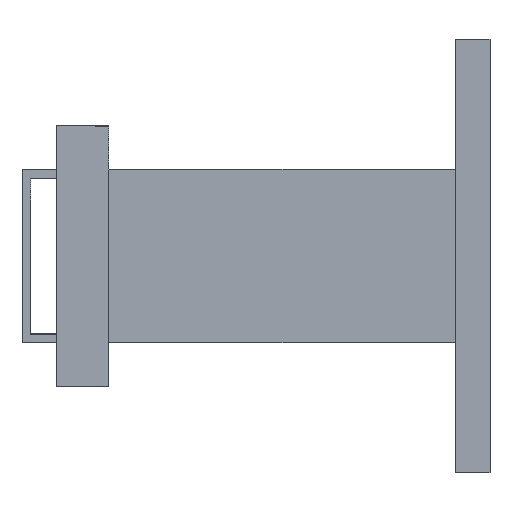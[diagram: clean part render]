
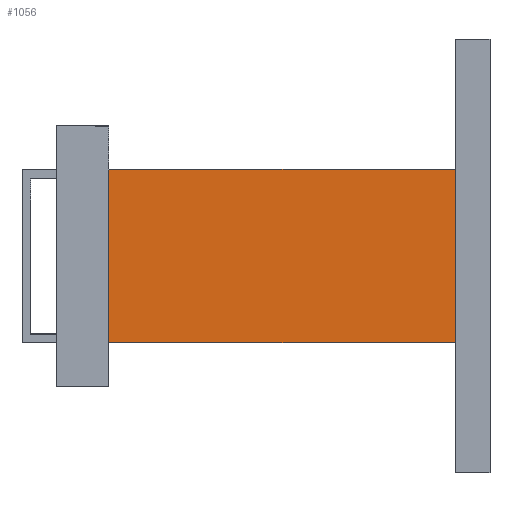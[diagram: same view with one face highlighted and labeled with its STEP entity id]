
A CAD part, left-side view. The second image highlights one B-rep face of the part: STEP entity #1056.
In plain terms, the highlighted planar face has unit normal (-1, 0, 0).
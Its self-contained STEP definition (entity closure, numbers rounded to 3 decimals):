
#35 = CARTESIAN_POINT ( 'NONE',  ( -20., -40., -16. ) ) ;
#47 = EDGE_CURVE ( 'NONE', #345, #895, #494, .T. ) ;
#124 = EDGE_LOOP ( 'NONE', ( #693, #1002, #411, #564 ) ) ;
#143 = VERTEX_POINT ( 'NONE', #1202 ) ;
#216 = EDGE_CURVE ( 'NONE', #345, #1149, #802, .T. ) ;
#252 = EDGE_CURVE ( 'NONE', #895, #143, #958, .T. ) ;
#285 = DIRECTION ( 'NONE',  ( 0., -1., 0. ) ) ;
#327 = PLANE ( 'NONE',  #927 ) ;
#345 = VERTEX_POINT ( 'NONE', #938 ) ;
#355 = CARTESIAN_POINT ( 'NONE',  ( -20., 40., 20. ) ) ;
#378 = CARTESIAN_POINT ( 'NONE',  ( -20., 40., 20. ) ) ;
#390 = VECTOR ( 'NONE', #801, 1000. ) ;
#411 = ORIENTED_EDGE ( 'NONE', *, *, #216, .F. ) ;
#416 = CARTESIAN_POINT ( 'NONE',  ( -20., 40., -20. ) ) ;
#494 = LINE ( 'NONE', #416, #512 ) ;
#512 = VECTOR ( 'NONE', #518, 1000. ) ;
#517 = CARTESIAN_POINT ( 'NONE',  ( -20., -40., -20. ) ) ;
#518 = DIRECTION ( 'NONE',  ( 0., -1., 0. ) ) ;
#528 = DIRECTION ( 'NONE',  ( 0., 0., 1. ) ) ;
#553 = LINE ( 'NONE', #378, #827 ) ;
#564 = ORIENTED_EDGE ( 'NONE', *, *, #47, .T. ) ;
#629 = DIRECTION ( 'NONE',  ( 0., 0., -1. ) ) ;
#693 = ORIENTED_EDGE ( 'NONE', *, *, #252, .T. ) ;
#801 = DIRECTION ( 'NONE',  ( 0., 0., 1. ) ) ;
#802 = LINE ( 'NONE', #1108, #390 ) ;
#827 = VECTOR ( 'NONE', #285, 1000. ) ;
#895 = VERTEX_POINT ( 'NONE', #517 ) ;
#927 = AXIS2_PLACEMENT_3D ( 'NONE', #1025, #1137, #629 ) ;
#938 = CARTESIAN_POINT ( 'NONE',  ( -20., 40., -20. ) ) ;
#958 = LINE ( 'NONE', #35, #1001 ) ;
#1001 = VECTOR ( 'NONE', #528, 1000. ) ;
#1002 = ORIENTED_EDGE ( 'NONE', *, *, #1246, .F. ) ;
#1025 = CARTESIAN_POINT ( 'NONE',  ( -20., 40., -16. ) ) ;
#1056 = ADVANCED_FACE ( 'NONE', ( #1095 ), #327, .F. ) ;
#1095 = FACE_OUTER_BOUND ( 'NONE', #124, .T. ) ;
#1108 = CARTESIAN_POINT ( 'NONE',  ( -20., 40., -16. ) ) ;
#1137 = DIRECTION ( 'NONE',  ( 1., 0., 0. ) ) ;
#1149 = VERTEX_POINT ( 'NONE', #355 ) ;
#1202 = CARTESIAN_POINT ( 'NONE',  ( -20., -40., 20. ) ) ;
#1246 = EDGE_CURVE ( 'NONE', #1149, #143, #553, .T. ) ;
